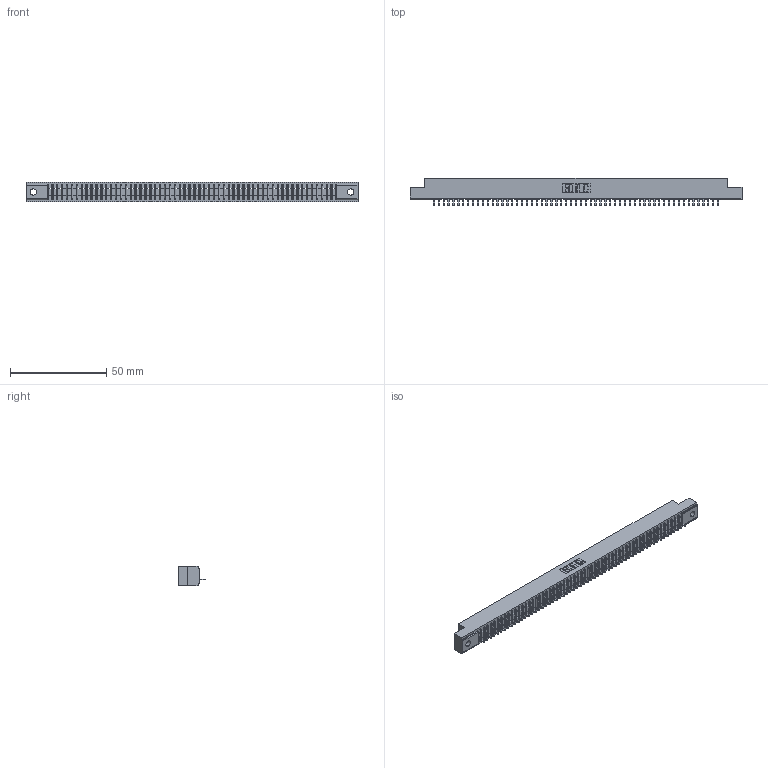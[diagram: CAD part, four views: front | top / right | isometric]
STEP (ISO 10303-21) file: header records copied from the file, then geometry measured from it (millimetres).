
FILE_DESCRIPTION (( 'STEP AP203' ), '1' );
FILE_NAME ('341-059-520-102.STEP', '2018-08-07T16:43:30', ( '' ), ( '' ), 'SwSTEP 2.0', 'SolidWorks 2016', '' );
FILE_SCHEMA (( 'CONFIG_CONTROL_DESIGN' ));
Products named in the file (3): 341 Part_.128 (3.25) Dia Mounting Holes; 341-292-001_341-292-120; 341-059-520-102
Assembly tree (60 placements, depth 2):
  341-059-520-102
    341 Part_.128 (3.25) Dia Mounting Holes
    341-292-001_341-292-120  x59
Bounding box: 172.09 x 14.27 x 10.16 mm (x, y, z)
Volume: 12262.6 mm3; surface area: 19060.1 mm2
Topology: 60 solids, 60 shells, 4954 faces, 14299 edges, 9174 vertices
Faces by surface type: plane 3077, cylinder 1641, sphere 120, torus 116
Entity records: 67252 total; most frequent: CARTESIAN_POINT 11434, ORIENTED_EDGE 11422, DIRECTION 11023, EDGE_CURVE 5711, VECTOR 4633, LINE 4633, VERTEX_POINT 3606, AXIS2_PLACEMENT_3D 3195
